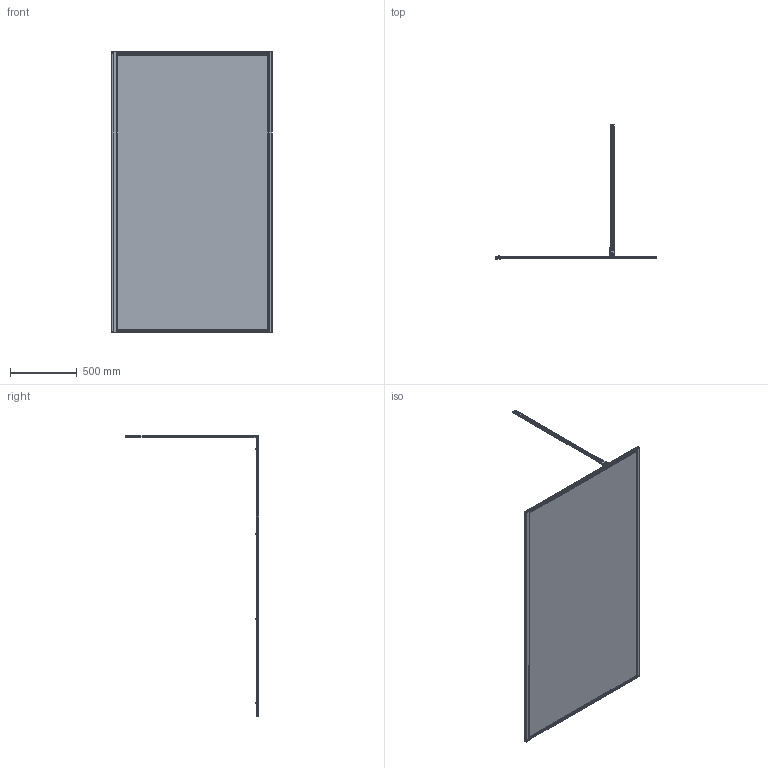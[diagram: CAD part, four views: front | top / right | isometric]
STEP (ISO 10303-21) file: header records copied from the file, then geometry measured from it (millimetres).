
FILE_DESCRIPTION(/* description */ (''),/* implementation_level */ '2;1');
FILE_NAME(/* name */ 'STEP_1710020',/* time_stamp */ '2024-10-25T09:23:45+11:00',/* author */ (''),/* organization */ (''),/* preprocessor_version */ 'ST-DEVELOPER v16.5',/* originating_system */ 'Rhino 7.37',/* authorisation */ '');
FILE_SCHEMA (('CONFIG_CONTROL_DESIGN'));
Length unit declared in the file: millimetre
Products named in the file (20): Document; 1705924_ASM; CU979; CU978; GBT703-M6X18; GBT77M5X8; GBT77M5X5; AL1232; CU980; CU981; GBT703-M6X12; CU956; W27SC01-1200X2100-1705923_ASM; GONGYEST4X127; GBT845ST42X306; SJ3495; BL-WSC01880-0189; JG-AL1411-013; AL0869-8044; JG-AL1412-0112
Assembly tree (35 placements, depth 3):
  Document
    1705924_ASM
      CU979
      CU978
      GBT703-M6X18
      GBT77M5X8  x2
      GBT77M5X5  x5
      AL1232
      CU980
      CU981
      GBT703-M6X12
      CU956
    W27SC01-1200X2100-1705923_ASM
      GONGYEST4X127  x4
      GBT845ST42X306  x4
      SJ3495  x4
      BL-WSC01880-0189
      JG-AL1411-013
      AL0869-8044  x2
      JG-AL1412-0112  x2
Bounding box: 1201.8 x 999.17 x 2102.51 mm (x, y, z)
Volume: 24754139.4 mm3; surface area: 6444028.2 mm2
Topology: 33 solids, 33 shells, 2426 faces, 6319 edges, 3930 vertices
Faces by surface type: cylinder 1012, plane 719, bspline 695
Entity records: 87560 total; most frequent: CARTESIAN_POINT 63246, ORIENTED_EDGE 6888, EDGE_CURVE 3444, B_SPLINE_CURVE_WITH_KNOTS 2614, VERTEX_POINT 2159, EDGE_LOOP 1369, ADVANCED_FACE 1316, FACE_OUTER_BOUND 1316
